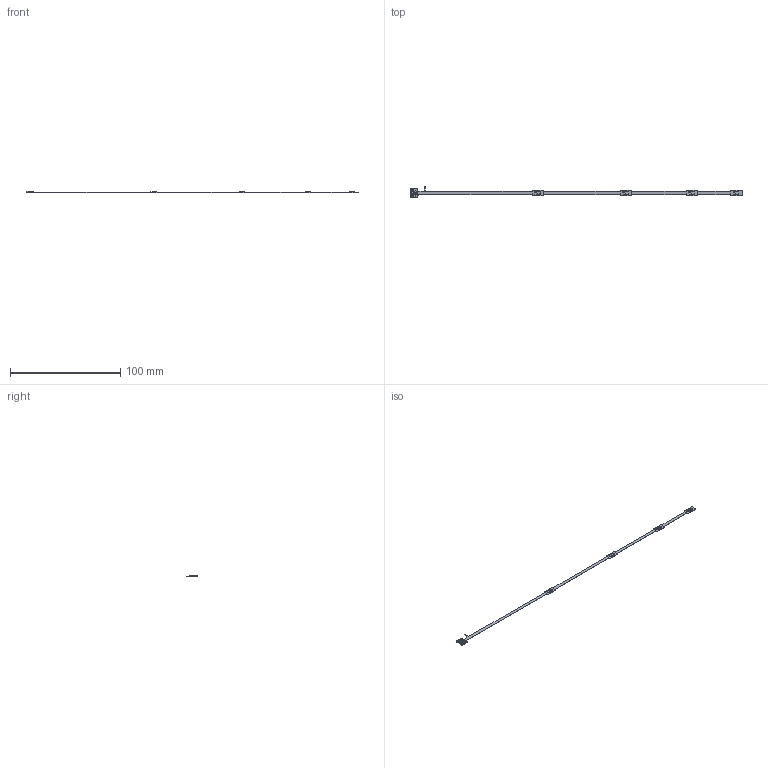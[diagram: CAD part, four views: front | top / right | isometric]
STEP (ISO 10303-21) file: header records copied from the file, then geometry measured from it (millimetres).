
FILE_DESCRIPTION(('Open CASCADE Model'),'2;1');
FILE_NAME('Open CASCADE Shape Model','2025-10-14T08:17:58',('Author'),( 'Open CASCADE'),'Open CASCADE STEP processor 7.5','Open CASCADE 7.5' ,'Unknown');
FILE_SCHEMA(('AUTOMOTIVE_DESIGN { 1 0 10303 214 1 1 1 1 }'));
Length unit declared in the file: millimetre
Products named in the file (43): PCB; Board; Open CASCADE STEP translator 7.5 1.1.1; Open CASCADE STEP translator 7.5 1.1.2; Open CASCADE STEP translator 7.5 1.1.3; Open CASCADE STEP translator 7.5 1.1.4; Open CASCADE STEP translator 7.5 1.1.5; Open CASCADE STEP translator 7.5 1.1.6; Open CASCADE STEP translator 7.5 1.1.7; Open CASCADE STEP translator 7.5 1.1.8; Open CASCADE STEP translator 7.5 1.1.9; R2; Resistor 0201; R1; U3_CH4; 6648236432; Extruded; U3_CH3; U3_CH2; U2_CH4; ICM-42670-P; U2_CH3; U2_CH2; C4_CH4; Capacitor 0201; C4_CH3; C4_CH2; C3_CH4; C3_CH3; C3_CH2; C2_CH4; C2_CH3; C2_CH2; U2_CH1; C4_CH1; C3_CH1; U3_CH1; C2_CH1; U1; TDFN-8-2x3mm ...
Assembly tree (61 placements, depth 4):
  PCB
    Board
      Open CASCADE STEP translator 7.5 1.1.1
      Open CASCADE STEP translator 7.5 1.1.2
      Open CASCADE STEP translator 7.5 1.1.3
      Open CASCADE STEP translator 7.5 1.1.4
      Open CASCADE STEP translator 7.5 1.1.5
      Open CASCADE STEP translator 7.5 1.1.6
      Open CASCADE STEP translator 7.5 1.1.7
      Open CASCADE STEP translator 7.5 1.1.8
      Open CASCADE STEP translator 7.5 1.1.9
    R2
      Resistor 0201
    R1
      Resistor 0201
    U3_CH4
      6648236432
        Extruded
    U3_CH3
      6648236432
        Extruded
    U3_CH2
      6648236432
        Extruded
    U2_CH4
      ICM-42670-P
    U2_CH3
      ICM-42670-P
    U2_CH2
      ICM-42670-P
    C4_CH4
      Capacitor 0201
    C4_CH3
      Capacitor 0201
    C4_CH2
      Capacitor 0201
    C3_CH4
      Capacitor 0201
    C3_CH3
      Capacitor 0201
    C3_CH2
      Capacitor 0201
    C2_CH4
      Capacitor 0201
    C2_CH3
      Capacitor 0201
    C2_CH2
      Capacitor 0201
    U2_CH1
      ICM-42670-P
    C4_CH1
      Capacitor 0201
    C3_CH1
      Capacitor 0201
    U3_CH1
      6648236432
        Extruded
    C2_CH1
      Capacitor 0201
    U1
Bounding box: 301.5 x 10 x 1.31 mm (x, y, z)
Volume: 248.6 mm3; surface area: 2492.4 mm2
Topology: 108 solids, 108 shells, 2512 faces, 6290 edges, 3980 vertices
Faces by surface type: plane 1922, cylinder 442, sphere 120, bspline 28
Entity records: 47742 total; most frequent: CARTESIAN_POINT 9159, ORIENTED_EDGE 7240, DIRECTION 6730, EDGE_CURVE 3620, LINE 3236, VECTOR 3236, VERTEX_POINT 2384, AXIS2_PLACEMENT_3D 1747
